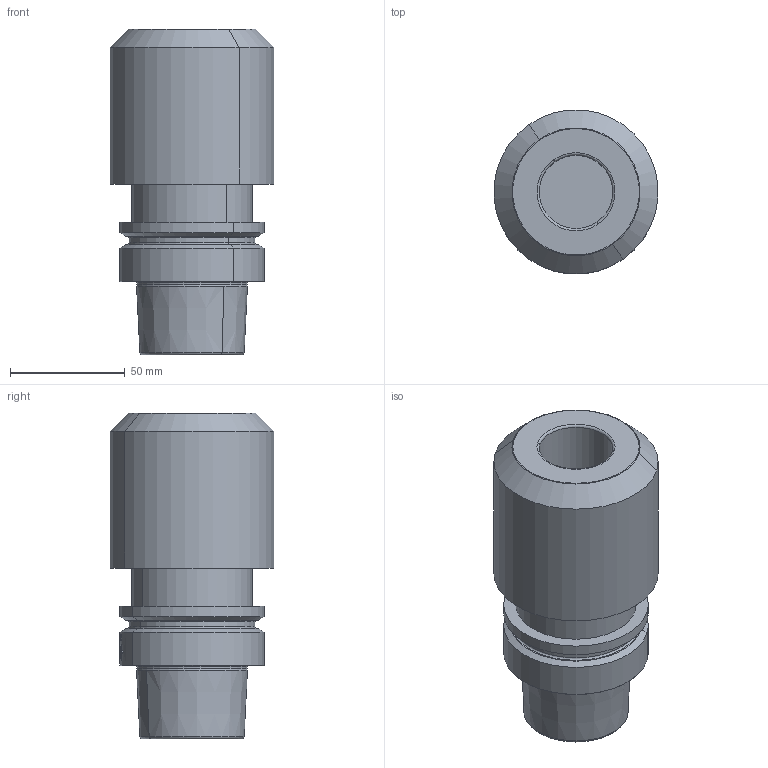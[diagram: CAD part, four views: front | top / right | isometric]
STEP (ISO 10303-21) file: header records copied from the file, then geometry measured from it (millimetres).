
FILE_DESCRIPTION((''),'2;1');
FILE_NAME('285751-000-00-CD1','2012-07-30T',('brunnert'),(''),'PRO/ENGINEER BY PARAMETRIC TECHNOLOGY CORPORATION, 2011220','PRO/ENGINEER BY PARAMETRIC TECHNOLOGY CORPORATION, 2011220','');
FILE_SCHEMA(('AUTOMOTIVE_DESIGN_CC2 { 1 2 10303 214 -1 1 5 2 }'));
Length unit declared in the file: millimetre
Products named in the file (1): 285751-000-00-CD1
Bounding box: 71.23 x 71.23 x 141.9 mm (x, y, z)
Volume: 338292.7 mm3; surface area: 48544.2 mm2
Topology: 1 solids, 1 shells, 475 faces, 1376 edges, 940 vertices
Faces by surface type: plane 388, cylinder 42, torus 20, cone 18, extrusion 7
Entity records: 20233 total; most frequent: CARTESIAN_POINT 4306, ORIENTED_EDGE 2586, DIRECTION 1905, PRESENTATION_STYLE_ASSIGNMENT 1424, STYLED_ITEM 1410, CURVE_STYLE 1394, EDGE_CURVE 1293, VERTEX_POINT 848
